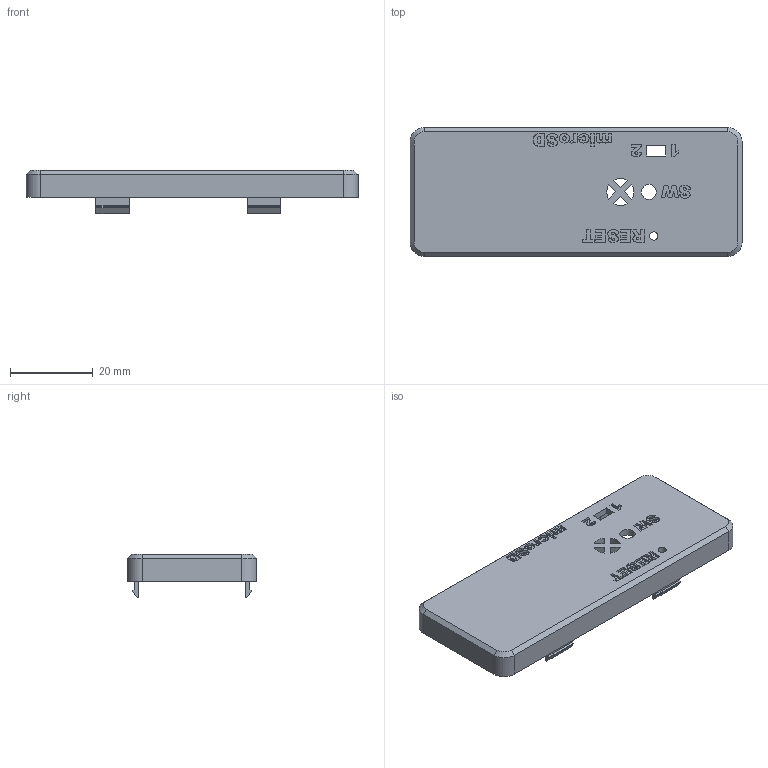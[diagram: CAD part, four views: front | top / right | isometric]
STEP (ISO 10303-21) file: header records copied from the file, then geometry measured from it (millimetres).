
FILE_DESCRIPTION(/* description */ (''),/* implementation_level */ '2;1');
FILE_NAME(/* name */ 'UpperCase.step',/* time_stamp */ '2025-09-14T01:41:32+09:00',/* author */ (''),/* organization */ (''),/* preprocessor_version */ 'ST-DEVELOPER v20.1',/* originating_system */ 'Autodesk Translation Framework v14.10.0.0',/* authorisation */ '');
FILE_SCHEMA (('AUTOMOTIVE_DESIGN { 1 0 10303 214 3 1 1 }'));
Length unit declared in the file: millimetre
Products named in the file (1): Fusion コンポーネント
Bounding box: 80.35 x 31.2 x 10.6 mm (x, y, z)
Volume: 5656.8 mm3; surface area: 8145.9 mm2
Topology: 1 solids, 1 shells, 442 faces, 1235 edges, 820 vertices
Faces by surface type: plane 227, bspline 192, cylinder 19, cone 4
Full cylindrical faces by diameter (mm): 2 x1, 3.6 x1, 3.655 x1
Entity records: 15918 total; most frequent: CARTESIAN_POINT 5779, ORIENTED_EDGE 2470, DIRECTION 1395, EDGE_CURVE 1235, VERTEX_POINT 820, LINE 807, VECTOR 807, EDGE_LOOP 481
